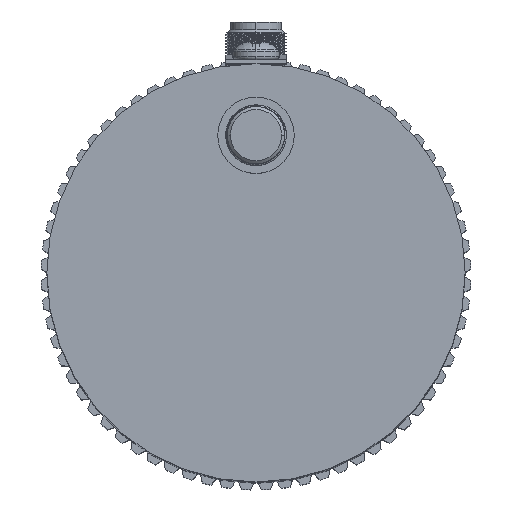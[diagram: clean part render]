
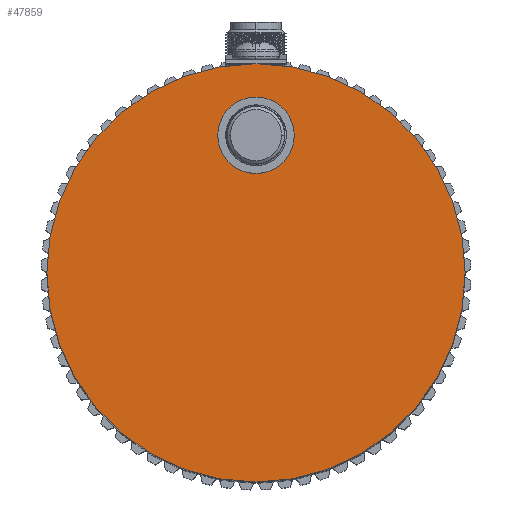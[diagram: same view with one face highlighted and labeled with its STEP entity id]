
A CAD part, top view. The second image highlights one B-rep face of the part: STEP entity #47859.
In plain terms, the highlighted planar face has unit normal (0, 0, 1).
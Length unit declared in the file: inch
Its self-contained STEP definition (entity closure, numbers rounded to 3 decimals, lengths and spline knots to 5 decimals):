
#5234 = AXIS2_PLACEMENT_3D ( 'NONE', #48815, #49078, #52985 ) ;
#10344 = CIRCLE ( 'NONE', #51803, 0.862 ) ;
#11111 = EDGE_CURVE ( 'NONE', #39791, #51159, #52913, .T. ) ;
#16361 = PLANE ( 'NONE',  #18208 ) ;
#18208 = AXIS2_PLACEMENT_3D ( 'NONE', #24936, #50055, #50342 ) ;
#18219 = EDGE_CURVE ( 'NONE', #51159, #39791, #10344, .T. ) ;
#24488 = ORIENTED_EDGE ( 'NONE', *, *, #18219, .T. ) ;
#24936 = CARTESIAN_POINT ( 'NONE',  ( 0., 0., 1.469 ) ) ;
#35340 = CARTESIAN_POINT ( 'NONE',  ( 0.862, 0., 1.469 ) ) ;
#39791 = VERTEX_POINT ( 'NONE', #35340 ) ;
#41417 = ORIENTED_EDGE ( 'NONE', *, *, #11111, .T. ) ;
#42012 = EDGE_LOOP ( 'NONE', ( #24488, #41417 ) ) ;
#44143 = CARTESIAN_POINT ( 'NONE',  ( -0.862, 0., 1.469 ) ) ;
#47119 = CARTESIAN_POINT ( 'NONE',  ( 0., 0., 1.469 ) ) ;
#47674 = DIRECTION ( 'NONE',  ( 0., 0., 1. ) ) ;
#47859 = ADVANCED_FACE ( 'NONE', ( #49524 ), #16361, .T. ) ;
#48197 = DIRECTION ( 'NONE',  ( 1., 0., 0. ) ) ;
#48815 = CARTESIAN_POINT ( 'NONE',  ( 0., 0., 1.469 ) ) ;
#49078 = DIRECTION ( 'NONE',  ( 0., 0., 1. ) ) ;
#49524 = FACE_OUTER_BOUND ( 'NONE', #42012, .T. ) ;
#50055 = DIRECTION ( 'NONE',  ( 0., 0., 1. ) ) ;
#50342 = DIRECTION ( 'NONE',  ( 1., 0., 0. ) ) ;
#51159 = VERTEX_POINT ( 'NONE', #44143 ) ;
#51803 = AXIS2_PLACEMENT_3D ( 'NONE', #47119, #47674, #48197 ) ;
#52913 = CIRCLE ( 'NONE', #5234, 0.862 ) ;
#52985 = DIRECTION ( 'NONE',  ( 1., 0., 0. ) ) ;
